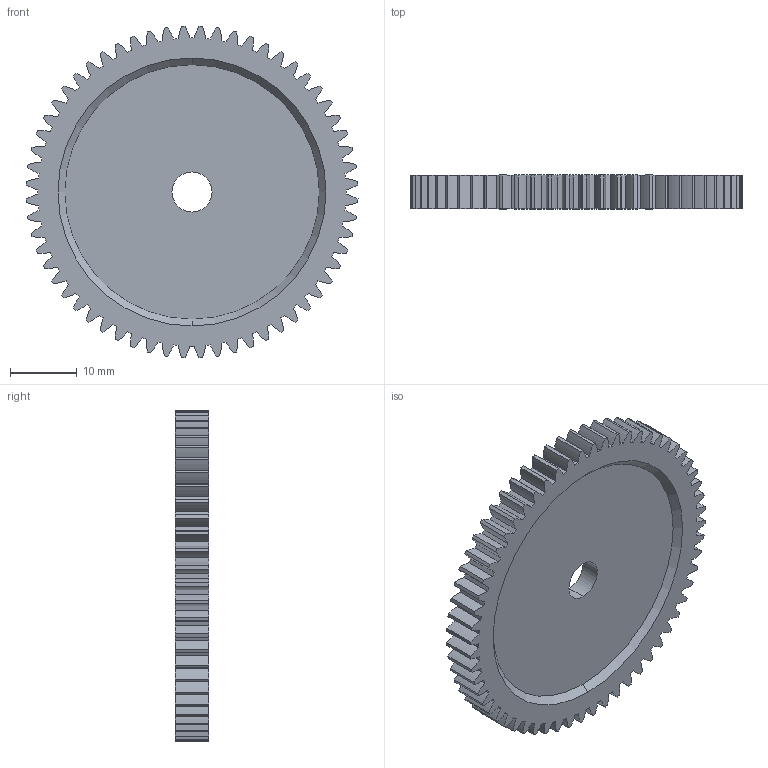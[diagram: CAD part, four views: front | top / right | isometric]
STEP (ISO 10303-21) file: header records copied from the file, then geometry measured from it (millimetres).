
FILE_DESCRIPTION (( 'STEP AP203' ), '1' );
FILE_NAME ('White_Idler_Gear_Default_sldprt.STEP', '2023-01-30T00:55:31', ( '' ), ( '' ), 'SwSTEP 2.0', 'SolidWorks 2021', '' );
FILE_SCHEMA (( 'CONFIG_CONTROL_DESIGN' ));
Length unit declared in the file: millimetre
Products named in the file (1): White_Idler_Gear_Default_sldprt
Bounding box: 49.56 x 5 x 49.56 mm (x, y, z)
Volume: 6475.3 mm3; surface area: 5192.5 mm2
Topology: 1 solids, 1 shells, 255 faces, 753 edges, 502 vertices
Faces by surface type: cylinder 247, cone 4, plane 4
Entity records: 8910 total; most frequent: DIRECTION 1767, CARTESIAN_POINT 1511, ORIENTED_EDGE 1506, AXIS2_PLACEMENT_3D 758, EDGE_CURVE 753, CIRCLE 502, VERTEX_POINT 502, EDGE_LOOP 259
